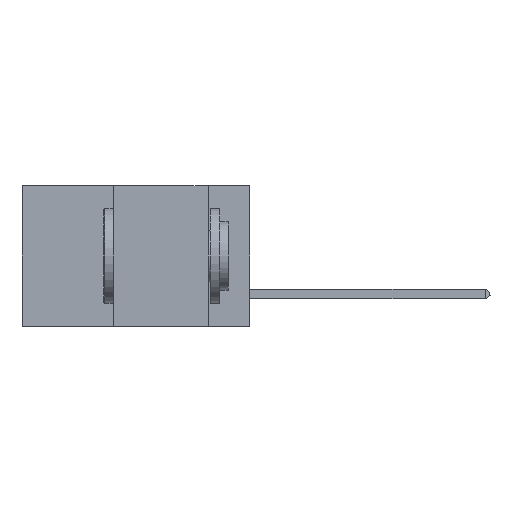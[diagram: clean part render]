
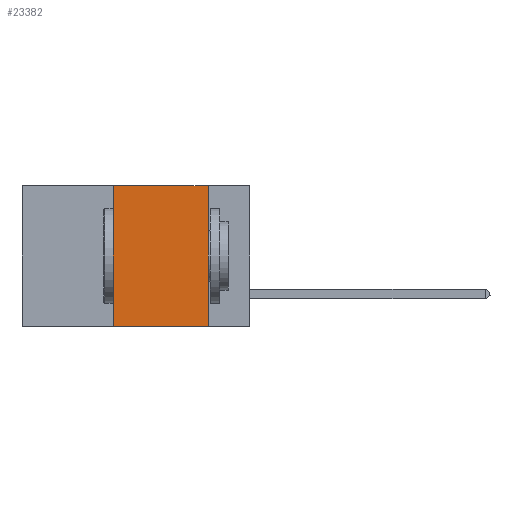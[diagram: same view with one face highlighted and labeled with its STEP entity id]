
A CAD part, left-side view. The second image highlights one B-rep face of the part: STEP entity #23382.
In plain terms, the highlighted planar face has unit normal (-1, 0, 0).
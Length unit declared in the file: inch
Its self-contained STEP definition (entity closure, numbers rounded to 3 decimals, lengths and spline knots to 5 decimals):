
#490 = ORIENTED_EDGE ( 'NONE', *, *, #16593, .T. ) ;
#1352 = EDGE_CURVE ( 'NONE', #6796, #4407, #1468, .T. ) ;
#1468 = LINE ( 'NONE', #26036, #14413 ) ;
#1481 = EDGE_CURVE ( 'NONE', #26809, #6796, #15549, .T. ) ;
#1568 = DIRECTION ( 'NONE',  ( 0., 0., 1. ) ) ;
#3277 = LINE ( 'NONE', #25461, #11078 ) ;
#3753 = DIRECTION ( 'NONE',  ( 0., 0., -1. ) ) ;
#4407 = VERTEX_POINT ( 'NONE', #20540 ) ;
#5620 = ORIENTED_EDGE ( 'NONE', *, *, #1352, .F. ) ;
#6356 = ORIENTED_EDGE ( 'NONE', *, *, #1481, .F. ) ;
#6796 = VERTEX_POINT ( 'NONE', #12877 ) ;
#8548 = CARTESIAN_POINT ( 'NONE',  ( 0., 0.6, 0. ) ) ;
#9346 = CARTESIAN_POINT ( 'NONE',  ( 0., 0.6, -0.37 ) ) ;
#10054 = CARTESIAN_POINT ( 'NONE',  ( 0., 0.36, -0.37 ) ) ;
#10482 = VERTEX_POINT ( 'NONE', #15133 ) ;
#11078 = VECTOR ( 'NONE', #12724, 39.37008 ) ;
#12724 = DIRECTION ( 'NONE',  ( 0., 0., -1. ) ) ;
#12877 = CARTESIAN_POINT ( 'NONE',  ( 0., 0.36, 0. ) ) ;
#13232 = EDGE_CURVE ( 'NONE', #4407, #10482, #3277, .T. ) ;
#13720 = DIRECTION ( 'NONE',  ( 0., -1., 0. ) ) ;
#14354 = EDGE_LOOP ( 'NONE', ( #23966, #5620, #6356, #490 ) ) ;
#14413 = VECTOR ( 'NONE', #13720, 39.37008 ) ;
#14616 = VECTOR ( 'NONE', #19946, 39.37008 ) ;
#15133 = CARTESIAN_POINT ( 'NONE',  ( 0., 0.11, -0.37 ) ) ;
#15549 = LINE ( 'NONE', #31607, #21445 ) ;
#16195 = PLANE ( 'NONE',  #16971 ) ;
#16593 = EDGE_CURVE ( 'NONE', #26809, #10482, #23220, .T. ) ;
#16971 = AXIS2_PLACEMENT_3D ( 'NONE', #8548, #31017, #3753 ) ;
#19946 = DIRECTION ( 'NONE',  ( 0., -1., 0. ) ) ;
#20540 = CARTESIAN_POINT ( 'NONE',  ( 0., 0.11, 0. ) ) ;
#21445 = VECTOR ( 'NONE', #1568, 39.37008 ) ;
#22587 = FACE_OUTER_BOUND ( 'NONE', #14354, .T. ) ;
#23220 = LINE ( 'NONE', #9346, #14616 ) ;
#23382 = ADVANCED_FACE ( 'NONE', ( #22587 ), #16195, .F. ) ;
#23966 = ORIENTED_EDGE ( 'NONE', *, *, #13232, .F. ) ;
#25461 = CARTESIAN_POINT ( 'NONE',  ( 0., 0.11, 0. ) ) ;
#26036 = CARTESIAN_POINT ( 'NONE',  ( 0., 0.6, 0. ) ) ;
#26809 = VERTEX_POINT ( 'NONE', #10054 ) ;
#31017 = DIRECTION ( 'NONE',  ( 1., 0., 0. ) ) ;
#31607 = CARTESIAN_POINT ( 'NONE',  ( 0., 0.36, 0. ) ) ;
